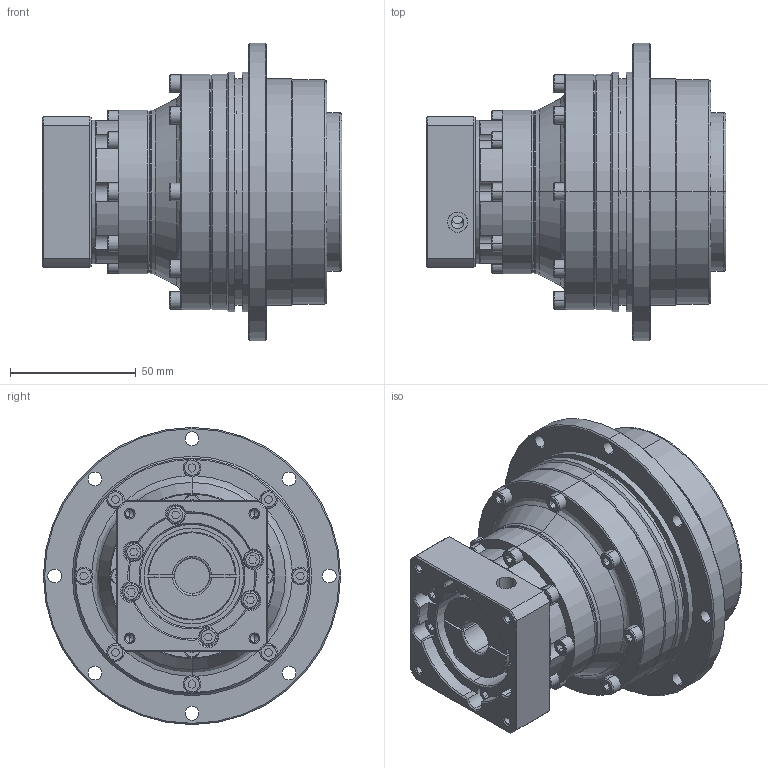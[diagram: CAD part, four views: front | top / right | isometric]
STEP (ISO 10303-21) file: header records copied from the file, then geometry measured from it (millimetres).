
FILE_DESCRIPTION (( 'STEP AP214' ), '1' );
FILE_NAME ('SD090-L2-14-50-70M4-M5.STEP', '2022-02-19T09:04:01', ( 'admin' ), ( '' ), 'SwSTEP 2.0', 'SolidWorks 2013', '' );
FILE_SCHEMA (( 'AUTOMOTIVE_DESIGN' ));
Length unit declared in the file: millimetre
Products named in the file (4): SD090_X2_8F9351FA7AEF_X0_; 60_X2_8F9351656CD55170_X0_-50-70M4; PB090-L2_X2_58F34F537AEF_X0_-19; SD090-L2-14-50-70M4-M5
Assembly tree (3 placements, depth 2):
  SD090-L2-14-50-70M4-M5
    PB090-L2_X2_58F34F537AEF_X0_-19
    60_X2_8F9351656CD55170_X0_-50-70M4
    SD090_X2_8F9351FA7AEF_X0_
Bounding box: 119 x 118 x 118 mm (x, y, z)
Volume: 572734.3 mm3; surface area: 91908.4 mm2
Topology: 3 solids, 3 shells, 782 faces, 1870 edges, 1131 vertices
Faces by surface type: cylinder 280, plane 260, cone 187, bspline 55
Entity records: 32434 total; most frequent: CARTESIAN_POINT 5765, DIRECTION 3903, ORIENTED_EDGE 3600, EDGE_CURVE 1800, AXIS2_PLACEMENT_3D 1515, VERTEX_POINT 1131, EDGE_LOOP 919, LINE 873
